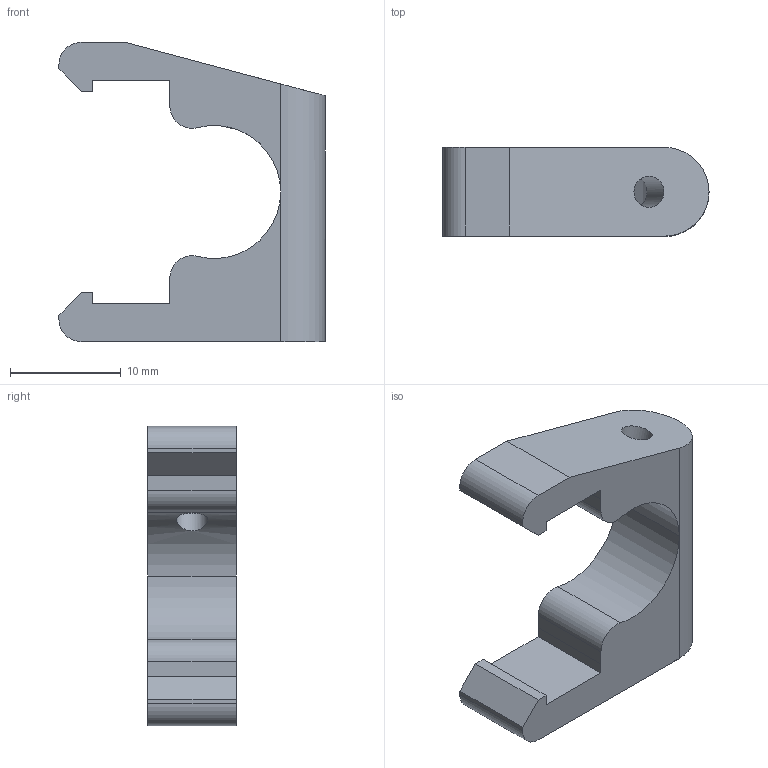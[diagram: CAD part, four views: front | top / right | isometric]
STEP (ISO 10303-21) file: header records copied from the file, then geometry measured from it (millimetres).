
FILE_DESCRIPTION(('FreeCAD Model'),'2;1');
FILE_NAME('boardholder+wireclip-chaflan.step', '2021-06-16T20:44:02',('Author'),(''), 'Open CASCADE STEP processor 7.3','FreeCAD','Unknown');
FILE_SCHEMA(('AUTOMOTIVE_DESIGN { 1 0 10303 214 1 1 1 1 }'));
Length unit declared in the file: millimetre
Products named in the file (1): boardholder+wireclip
Bounding box: 24 x 8 x 27 mm (x, y, z)
Volume: 2197.9 mm3; surface area: 1592.4 mm2
Topology: 1 solids, 1 shells, 32 faces, 82 edges, 52 vertices
Faces by surface type: plane 23, cylinder 9
Full cylindrical faces by diameter (mm): 2.8 x1
Entity records: 2509 total; most frequent: CARTESIAN_POINT 710, DIRECTION 267, ORIENTED_EDGE 164, PCURVE 164, DEFINITIONAL_REPRESENTATION 164, LINE 156, VECTOR 156, EDGE_CURVE 82
